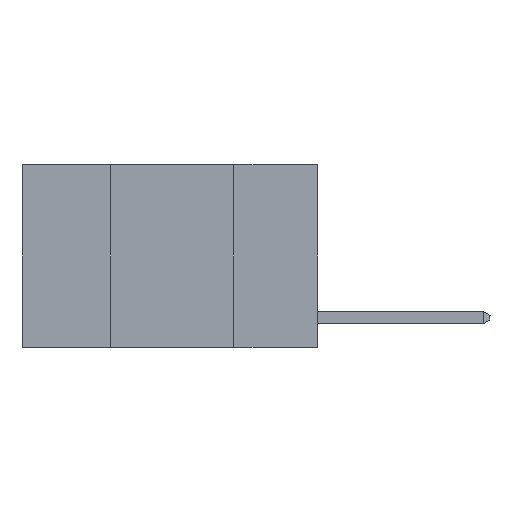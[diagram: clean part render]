
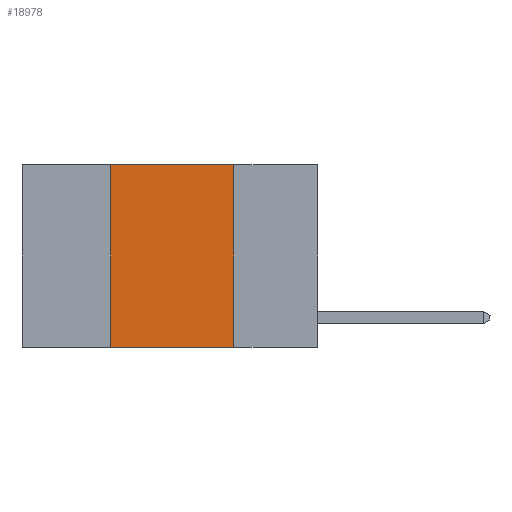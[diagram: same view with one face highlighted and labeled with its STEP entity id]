
A CAD part, left-side view. The second image highlights one B-rep face of the part: STEP entity #18978.
In plain terms, the highlighted planar face has unit normal (-1, 0, 0).
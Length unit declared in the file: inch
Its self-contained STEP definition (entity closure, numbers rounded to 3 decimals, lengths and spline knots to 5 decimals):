
#191 = VERTEX_POINT ( 'NONE', #14447 ) ;
#1081 = LINE ( 'NONE', #14818, #12685 ) ;
#1157 = EDGE_LOOP ( 'NONE', ( #21660, #2221, #6437, #13697 ) ) ;
#2221 = ORIENTED_EDGE ( 'NONE', *, *, #2751, .F. ) ;
#2717 = FACE_OUTER_BOUND ( 'NONE', #1157, .T. ) ;
#2751 = EDGE_CURVE ( 'NONE', #15023, #3460, #23525, .T. ) ;
#3460 = VERTEX_POINT ( 'NONE', #4207 ) ;
#4207 = CARTESIAN_POINT ( 'NONE',  ( 0., 0.17, 0. ) ) ;
#4727 = DIRECTION ( 'NONE',  ( 0., 0., 1. ) ) ;
#4753 = DIRECTION ( 'NONE',  ( 1., 0., 0. ) ) ;
#6176 = VECTOR ( 'NONE', #4727, 39.37008 ) ;
#6437 = ORIENTED_EDGE ( 'NONE', *, *, #8734, .F. ) ;
#6815 = CARTESIAN_POINT ( 'NONE',  ( 0., 0.6, -0.37 ) ) ;
#8235 = AXIS2_PLACEMENT_3D ( 'NONE', #12286, #4753, #22345 ) ;
#8501 = LINE ( 'NONE', #6815, #10747 ) ;
#8734 = EDGE_CURVE ( 'NONE', #191, #15023, #10455, .T. ) ;
#9640 = CARTESIAN_POINT ( 'NONE',  ( 0., 0.6, 0. ) ) ;
#10455 = LINE ( 'NONE', #12618, #6176 ) ;
#10747 = VECTOR ( 'NONE', #18157, 39.37008 ) ;
#11353 = EDGE_CURVE ( 'NONE', #3460, #22903, #1081, .T. ) ;
#12286 = CARTESIAN_POINT ( 'NONE',  ( 0., 0.6, 0. ) ) ;
#12618 = CARTESIAN_POINT ( 'NONE',  ( 0., 0.42, 0. ) ) ;
#12650 = PLANE ( 'NONE',  #8235 ) ;
#12685 = VECTOR ( 'NONE', #18763, 39.37008 ) ;
#13697 = ORIENTED_EDGE ( 'NONE', *, *, #23705, .T. ) ;
#14447 = CARTESIAN_POINT ( 'NONE',  ( 0., 0.42, -0.37 ) ) ;
#14768 = CARTESIAN_POINT ( 'NONE',  ( 0., 0.42, 0. ) ) ;
#14818 = CARTESIAN_POINT ( 'NONE',  ( 0., 0.17, 0. ) ) ;
#15023 = VERTEX_POINT ( 'NONE', #14768 ) ;
#17309 = CARTESIAN_POINT ( 'NONE',  ( 0., 0.17, -0.37 ) ) ;
#18157 = DIRECTION ( 'NONE',  ( 0., -1., 0. ) ) ;
#18763 = DIRECTION ( 'NONE',  ( 0., 0., -1. ) ) ;
#18978 = ADVANCED_FACE ( 'NONE', ( #2717 ), #12650, .F. ) ;
#21660 = ORIENTED_EDGE ( 'NONE', *, *, #11353, .F. ) ;
#22345 = DIRECTION ( 'NONE',  ( 0., 0., -1. ) ) ;
#22903 = VERTEX_POINT ( 'NONE', #17309 ) ;
#23525 = LINE ( 'NONE', #9640, #23591 ) ;
#23591 = VECTOR ( 'NONE', #23994, 39.37008 ) ;
#23705 = EDGE_CURVE ( 'NONE', #191, #22903, #8501, .T. ) ;
#23994 = DIRECTION ( 'NONE',  ( 0., -1., 0. ) ) ;
